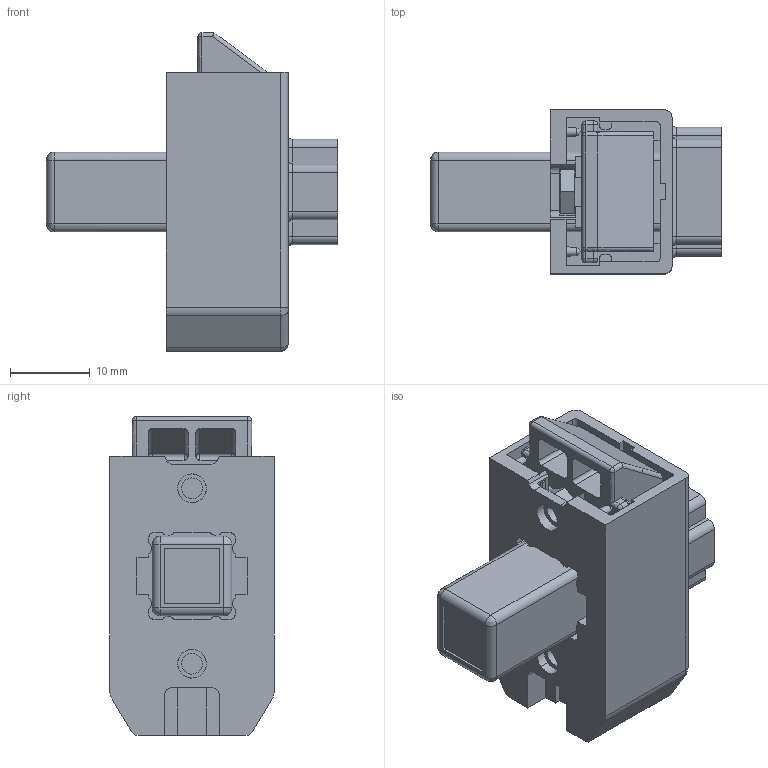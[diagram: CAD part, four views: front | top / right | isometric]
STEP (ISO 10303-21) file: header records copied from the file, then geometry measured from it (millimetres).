
FILE_DESCRIPTION((''),'2;1');
FILE_NAME('','2005-07-15T16:40:34',(''),(''),'','CADfix','');
FILE_SCHEMA(('AUTOMOTIVE_DESIGN'));
Length unit declared in the file: millimetre
Products named in the file (6): nut; spring; latch; bouton; base; TL_321_1_10335_36
Assembly tree (6 placements, depth 2):
  TL_321_1_10335_36
    nut  x2
    spring
    latch
    bouton
    base
Bounding box: 36.5 x 20.6 x 40 mm (x, y, z)
Volume: 10792.2 mm3; surface area: 9878.7 mm2
Topology: 6 solids, 6 shells, 396 faces, 1051 edges, 672 vertices
Faces by surface type: bspline 396
Entity records: 13221 total; most frequent: CARTESIAN_POINT 7214, ORIENTED_EDGE 2046, EDGE_CURVE 1023, QUASI_UNIFORM_CURVE 703, VERTEX_POINT 652, EDGE_LOOP 405, FACE_OUTER_BOUND 386, ADVANCED_FACE 386
